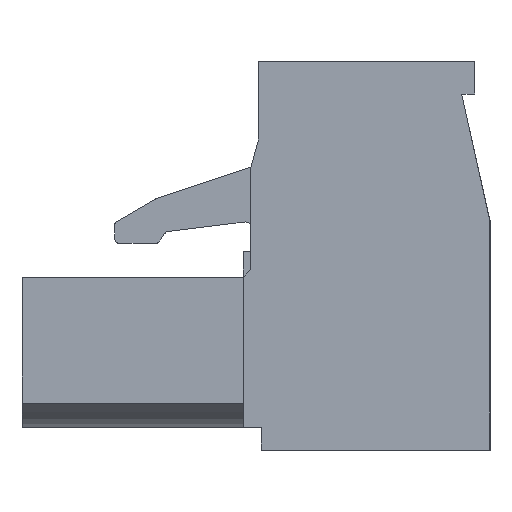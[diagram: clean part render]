
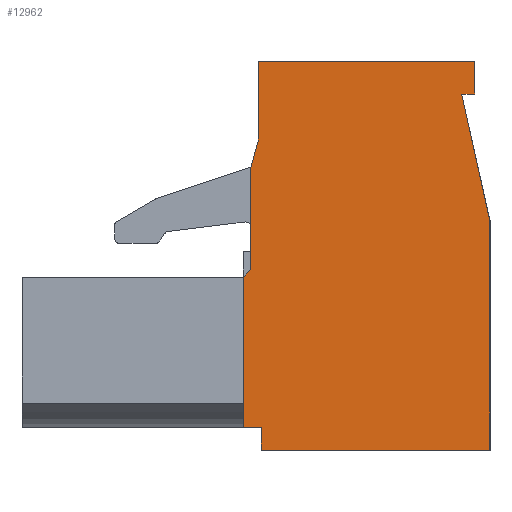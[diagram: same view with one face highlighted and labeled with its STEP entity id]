
A CAD part, left-side view. The second image highlights one B-rep face of the part: STEP entity #12962.
In plain terms, the highlighted planar face has unit normal (-1, 0, 0).
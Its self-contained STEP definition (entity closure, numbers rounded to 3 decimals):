
#2263=ORIENTED_EDGE('',*,*,#5012,.F.);
#2264=ORIENTED_EDGE('',*,*,#4520,.F.);
#2265=ORIENTED_EDGE('',*,*,#4771,.F.);
#2266=ORIENTED_EDGE('',*,*,#4364,.F.);
#2267=ORIENTED_EDGE('',*,*,#4757,.F.);
#2268=ORIENTED_EDGE('',*,*,#4569,.F.);
#2269=ORIENTED_EDGE('',*,*,#4400,.F.);
#2270=ORIENTED_EDGE('',*,*,#4758,.F.);
#2271=ORIENTED_EDGE('',*,*,#4340,.F.);
#2272=ORIENTED_EDGE('',*,*,#4762,.F.);
#2273=ORIENTED_EDGE('',*,*,#4765,.F.);
#2274=ORIENTED_EDGE('',*,*,#4142,.F.);
#2275=ORIENTED_EDGE('',*,*,#4802,.F.);
#4142=EDGE_CURVE('',#5987,#5988,#7205,.T.);
#4340=EDGE_CURVE('',#6160,#6161,#7386,.T.);
#4364=EDGE_CURVE('',#6184,#6185,#7410,.T.);
#4400=EDGE_CURVE('',#6216,#6217,#7445,.T.);
#4520=EDGE_CURVE('',#6331,#6332,#7544,.T.);
#4569=EDGE_CURVE('',#6217,#6371,#7592,.T.);
#4757=EDGE_CURVE('',#6371,#6184,#7763,.T.);
#4758=EDGE_CURVE('',#6161,#6216,#7764,.T.);
#4762=EDGE_CURVE('',#6503,#6160,#7768,.T.);
#4765=EDGE_CURVE('',#5988,#6503,#7771,.T.);
#4771=EDGE_CURVE('',#6185,#6331,#7777,.T.);
#4802=EDGE_CURVE('',#6515,#5987,#7806,.T.);
#5012=EDGE_CURVE('',#6332,#6515,#7988,.T.);
#5987=VERTEX_POINT('',#18028);
#5988=VERTEX_POINT('',#18030);
#6160=VERTEX_POINT('',#18426);
#6161=VERTEX_POINT('',#18428);
#6184=VERTEX_POINT('',#18475);
#6185=VERTEX_POINT('',#18477);
#6216=VERTEX_POINT('',#18544);
#6217=VERTEX_POINT('',#18546);
#6331=VERTEX_POINT('',#18784);
#6332=VERTEX_POINT('',#18786);
#6371=VERTEX_POINT('',#18884);
#6503=VERTEX_POINT('',#19254);
#6515=VERTEX_POINT('',#19332);
#7205=LINE('',#18029,#8817);
#7386=LINE('',#18427,#8998);
#7410=LINE('',#18476,#9022);
#7445=LINE('',#18545,#9057);
#7544=LINE('',#18785,#9156);
#7592=LINE('',#18883,#9204);
#7763=LINE('',#19244,#9375);
#7764=LINE('',#19246,#9376);
#7768=LINE('',#19255,#9380);
#7771=LINE('',#19260,#9383);
#7777=LINE('',#19269,#9389);
#7806=LINE('',#19333,#9418);
#7988=LINE('',#19788,#9600);
#8817=VECTOR('',#14531,1000.);
#8998=VECTOR('',#14800,1000.);
#9022=VECTOR('',#14826,1000.);
#9057=VECTOR('',#14865,1000.);
#9156=VECTOR('',#15016,1000.);
#9204=VECTOR('',#15086,1000.);
#9375=VECTOR('',#15379,1000.);
#9376=VECTOR('',#15382,1000.);
#9380=VECTOR('',#15388,1000.);
#9383=VECTOR('',#15393,1000.);
#9389=VECTOR('',#15403,1000.);
#9418=VECTOR('',#15482,1000.);
#9600=VECTOR('',#16066,1000.);
#10822=EDGE_LOOP('',(#2263,#2264,#2265,#2266,#2267,#2268,#2269,#2270,#2271,
#2272,#2273,#2274,#2275));
#11635=FACE_BOUND('',#10822,.T.);
#12326=PLANE('',#14011);
#12962=ADVANCED_FACE('',(#11635),#12326,.F.);
#14011=AXIS2_PLACEMENT_3D('',#19922,#16228,#16229);
#14531=DIRECTION('',(0.,0.,1.));
#14800=DIRECTION('',(0.,-1.,0.));
#14826=DIRECTION('',(0.,1.,0.));
#14865=DIRECTION('',(0.,1.,0.));
#15016=DIRECTION('',(0.,1.,0.));
#15086=DIRECTION('',(0.,-0.217,-0.976));
#15379=DIRECTION('',(0.,0.,-1.));
#15382=DIRECTION('',(0.,0.,-1.));
#15388=DIRECTION('',(0.,0.,1.));
#15393=DIRECTION('',(0.,-0.263,0.965));
#15403=DIRECTION('',(0.,0.,1.));
#15482=DIRECTION('',(0.,-0.707,0.707));
#16066=DIRECTION('',(0.,0.,1.));
#16228=DIRECTION('',(1.,0.,0.));
#16229=DIRECTION('',(0.,0.,-1.));
#18028=CARTESIAN_POINT('',(-12.8,4.85,2.575));
#18029=CARTESIAN_POINT('',(-12.8,4.85,6.55));
#18030=CARTESIAN_POINT('',(-12.8,4.85,6.55));
#18426=CARTESIAN_POINT('',(-12.8,4.55,10.65));
#18427=CARTESIAN_POINT('',(-12.8,-3.85,10.65));
#18428=CARTESIAN_POINT('',(-12.8,-3.85,10.65));
#18475=CARTESIAN_POINT('',(-12.8,-4.45,-4.45));
#18476=CARTESIAN_POINT('',(-12.8,4.45,-4.45));
#18477=CARTESIAN_POINT('',(-12.8,4.45,-4.45));
#18544=CARTESIAN_POINT('',(-12.8,-3.85,9.4));
#18545=CARTESIAN_POINT('',(-12.8,-3.35,9.4));
#18546=CARTESIAN_POINT('',(-12.8,-3.35,9.4));
#18784=CARTESIAN_POINT('',(-12.8,4.45,-3.575));
#18785=CARTESIAN_POINT('',(-12.8,5.15,-3.575));
#18786=CARTESIAN_POINT('',(-12.8,5.15,-3.575));
#18883=CARTESIAN_POINT('',(-12.8,-3.35,9.4));
#18884=CARTESIAN_POINT('',(-12.8,-4.45,4.45));
#19244=CARTESIAN_POINT('',(-12.8,-4.45,-4.45));
#19246=CARTESIAN_POINT('',(-12.8,-3.85,9.4));
#19254=CARTESIAN_POINT('',(-12.8,4.55,7.65));
#19255=CARTESIAN_POINT('',(-12.8,4.55,10.65));
#19260=CARTESIAN_POINT('',(-12.8,4.55,7.65));
#19269=CARTESIAN_POINT('',(-12.8,4.45,-3.575));
#19332=CARTESIAN_POINT('',(-12.8,5.15,2.275));
#19333=CARTESIAN_POINT('',(-12.8,5.15,2.275));
#19788=CARTESIAN_POINT('',(-12.8,5.15,2.275));
#19922=CARTESIAN_POINT('',(-12.8,0.,0.));
